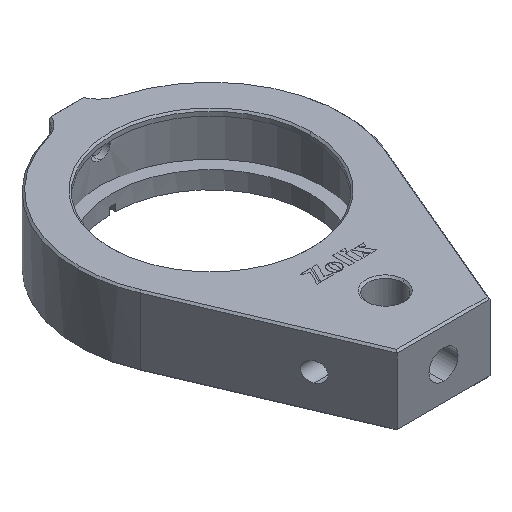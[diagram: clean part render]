
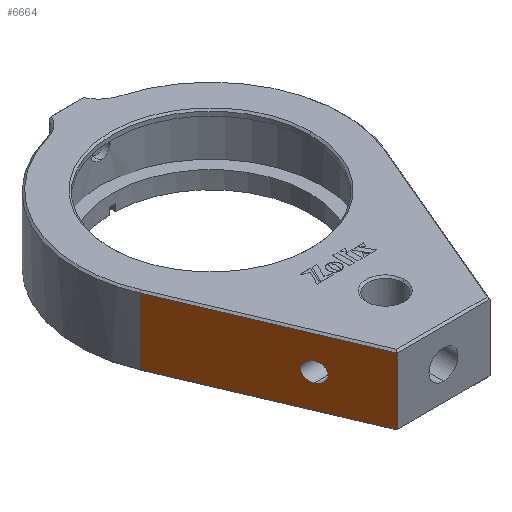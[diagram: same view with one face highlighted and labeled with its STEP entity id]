
A CAD part, isometric view. The second image highlights one B-rep face of the part: STEP entity #6664.
In plain terms, the highlighted planar face has unit normal (-0.92, -0.391, 0).
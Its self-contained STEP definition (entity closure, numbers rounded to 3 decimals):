
#48 = EDGE_CURVE ( 'NONE', #11524, #12065, #9170, .T. ) ;
#100 = CARTESIAN_POINT ( 'NONE',  ( -10.846, -33.3, -7.65 ) ) ;
#205 = CARTESIAN_POINT ( 'NONE',  ( -8., -40., -0.3 ) ) ;
#238 = VERTEX_POINT ( 'NONE', #12190 ) ;
#528 = EDGE_CURVE ( 'NONE', #12065, #11524, #10300, .T. ) ;
#583 = ORIENTED_EDGE ( 'NONE', *, *, #5811, .T. ) ;
#1041 = AXIS2_PLACEMENT_3D ( 'NONE', #12654, #4092, #3072 ) ;
#1166 = DIRECTION ( 'NONE',  ( 0., 0., 1. ) ) ;
#1246 = VECTOR ( 'NONE', #9921, 1000. ) ;
#1912 = CARTESIAN_POINT ( 'NONE',  ( -12.247, -30., -7.65 ) ) ;
#2032 = ORIENTED_EDGE ( 'NONE', *, *, #6183, .T. ) ;
#2195 = CARTESIAN_POINT ( 'NONE',  ( -13.649, -26.7, -4.35 ) ) ;
#2202 = EDGE_LOOP ( 'NONE', ( #2032, #3919, #4306, #583 ) ) ;
#2432 = VERTEX_POINT ( 'NONE', #9287 ) ;
#2585 = LINE ( 'NONE', #7531, #11779 ) ;
#2851 = CARTESIAN_POINT ( 'NONE',  ( -21.17, -8.991, -12. ) ) ;
#2931 = VERTEX_POINT ( 'NONE', #10237 ) ;
#3072 = DIRECTION ( 'NONE',  ( 0.391, -0.92, 0. ) ) ;
#3273 = CARTESIAN_POINT ( 'NONE',  ( -13.649, -26.7, -7.65 ) ) ;
#3899 = CARTESIAN_POINT ( 'NONE',  ( -8., -40., -11.7 ) ) ;
#3919 = ORIENTED_EDGE ( 'NONE', *, *, #9435, .T. ) ;
#3973 = EDGE_LOOP ( 'NONE', ( #12203, #5289 ) ) ;
#4092 = DIRECTION ( 'NONE',  ( 0.92, 0.391, 0. ) ) ;
#4099 = VECTOR ( 'NONE', #4611, 1000. ) ;
#4306 = ORIENTED_EDGE ( 'NONE', *, *, #7519, .F. ) ;
#4611 = DIRECTION ( 'NONE',  ( 0.391, -0.92, 0. ) ) ;
#5252 = PLANE ( 'NONE',  #1041 ) ;
#5289 = ORIENTED_EDGE ( 'NONE', *, *, #48, .T. ) ;
#5446 = LINE ( 'NONE', #5639, #4099 ) ;
#5639 = CARTESIAN_POINT ( 'NONE',  ( -8., -40., -11.7 ) ) ;
#5811 = EDGE_CURVE ( 'NONE', #2931, #5978, #5446, .T. ) ;
#5978 = VERTEX_POINT ( 'NONE', #3899 ) ;
#6183 = EDGE_CURVE ( 'NONE', #5978, #238, #2585, .T. ) ;
#6525 = FACE_OUTER_BOUND ( 'NONE', #2202, .T. ) ;
#6664 = ADVANCED_FACE ( 'NONE', ( #9949, #6525 ), #5252, .F. ) ;
#6750 = LINE ( 'NONE', #205, #1246 ) ;
#7021 = LINE ( 'NONE', #2851, #9079 ) ;
#7459 = CARTESIAN_POINT ( 'NONE',  ( -12.247, -30., -4.35 ) ) ;
#7519 = EDGE_CURVE ( 'NONE', #2931, #2432, #7021, .T. ) ;
#7531 = CARTESIAN_POINT ( 'NONE',  ( -8., -40., -12. ) ) ;
#8561 = CARTESIAN_POINT ( 'NONE',  ( -10.846, -33.3, -4.35 ) ) ;
#9079 = VECTOR ( 'NONE', #9169, 1000. ) ;
#9169 = DIRECTION ( 'NONE',  ( 0., 0., 1. ) ) ;
#9170 =( BOUNDED_CURVE ( )  B_SPLINE_CURVE ( 3, ( #7459, #8561, #100, #10748 ),
 .UNSPECIFIED., .F., .F. ) 
 B_SPLINE_CURVE_WITH_KNOTS ( ( 4, 4 ),
 ( 4.712, 7.854 ),
 .UNSPECIFIED. ) 
 CURVE ( )  GEOMETRIC_REPRESENTATION_ITEM ( )  RATIONAL_B_SPLINE_CURVE ( ( 1., 0.333, 0.333, 1. ) ) 
 REPRESENTATION_ITEM ( '' )  );
#9287 = CARTESIAN_POINT ( 'NONE',  ( -21.17, -8.991, -0.3 ) ) ;
#9435 = EDGE_CURVE ( 'NONE', #238, #2432, #6750, .T. ) ;
#9921 = DIRECTION ( 'NONE',  ( -0.391, 0.92, 0. ) ) ;
#9949 = FACE_BOUND ( 'NONE', #3973, .T. ) ;
#10150 = CARTESIAN_POINT ( 'NONE',  ( -12.247, -30., -4.35 ) ) ;
#10237 = CARTESIAN_POINT ( 'NONE',  ( -21.17, -8.991, -11.7 ) ) ;
#10300 =( BOUNDED_CURVE ( )  B_SPLINE_CURVE ( 3, ( #11933, #3273, #2195, #11888 ),
 .UNSPECIFIED., .F., .F. ) 
 B_SPLINE_CURVE_WITH_KNOTS ( ( 4, 4 ),
 ( 1.571, 4.712 ),
 .UNSPECIFIED. ) 
 CURVE ( )  GEOMETRIC_REPRESENTATION_ITEM ( )  RATIONAL_B_SPLINE_CURVE ( ( 1., 0.333, 0.333, 1. ) ) 
 REPRESENTATION_ITEM ( '' )  );
#10748 = CARTESIAN_POINT ( 'NONE',  ( -12.247, -30., -7.65 ) ) ;
#11524 = VERTEX_POINT ( 'NONE', #10150 ) ;
#11779 = VECTOR ( 'NONE', #1166, 1000. ) ;
#11888 = CARTESIAN_POINT ( 'NONE',  ( -12.247, -30., -4.35 ) ) ;
#11933 = CARTESIAN_POINT ( 'NONE',  ( -12.247, -30., -7.65 ) ) ;
#12065 = VERTEX_POINT ( 'NONE', #1912 ) ;
#12190 = CARTESIAN_POINT ( 'NONE',  ( -8., -40., -0.3 ) ) ;
#12203 = ORIENTED_EDGE ( 'NONE', *, *, #528, .T. ) ;
#12654 = CARTESIAN_POINT ( 'NONE',  ( -8., -40., -12. ) ) ;
